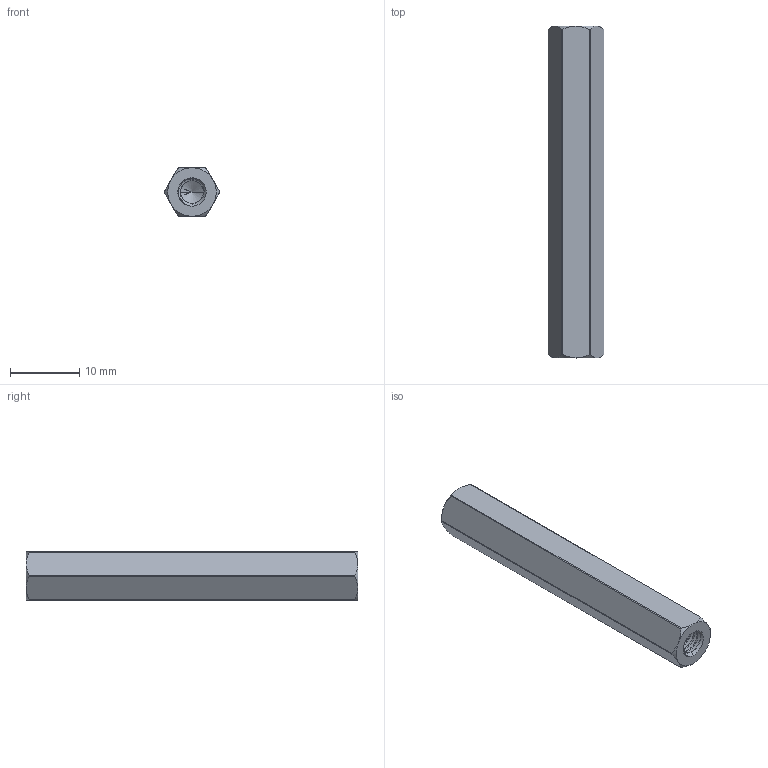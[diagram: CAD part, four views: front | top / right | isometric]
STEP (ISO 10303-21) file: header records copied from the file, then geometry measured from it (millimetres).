
FILE_DESCRIPTION (( 'STEP AP203' ), '1' );
FILE_NAME ('1516-4008-0480.STEP', '2022-08-26T14:58:31', ( '' ), ( '' ), 'SwSTEP 2.0', 'SolidWorks 2016', '' );
FILE_SCHEMA (( 'CONFIG_CONTROL_DESIGN' ));
Length unit declared in the file: millimetre
Products named in the file (1): 1516-4008-0480
Bounding box: 8 x 48 x 7 mm (x, y, z)
Volume: 1819.3 mm3; surface area: 1587.2 mm2
Topology: 1 solids, 1 shells, 148 faces, 422 edges, 274 vertices
Faces by surface type: cylinder 114, cone 20, plane 10, bspline 4
Entity records: 10327 total; most frequent: CARTESIAN_POINT 7087, ORIENTED_EDGE 836, DIRECTION 512, EDGE_CURVE 418, VERTEX_POINT 274, AXIS2_PLACEMENT_3D 193, EDGE_LOOP 150, FACE_OUTER_BOUND 148
